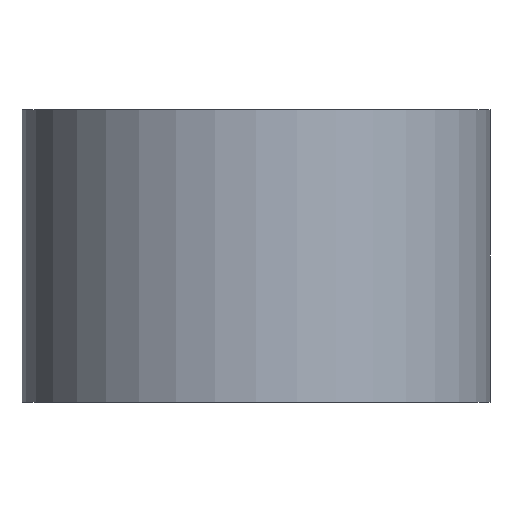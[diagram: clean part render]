
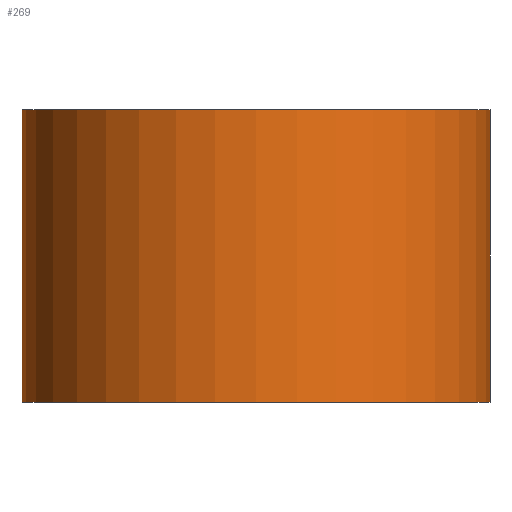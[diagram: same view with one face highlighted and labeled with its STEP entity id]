
A CAD part, front view. The second image highlights one B-rep face of the part: STEP entity #269.
In plain terms, the highlighted cylindrical face has radius 12 mm (diameter 24 mm), a full revolution.
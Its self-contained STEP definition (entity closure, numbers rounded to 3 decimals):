
#269=ADVANCED_FACE('',(#501,#503),#505,.T.);
#501=FACE_OUTER_BOUND('',#502,.T.);
#502=EDGE_LOOP('',(#673));
#503=FACE_OUTER_BOUND('',#504,.T.);
#504=EDGE_LOOP('',(#674));
#505=CYLINDRICAL_SURFACE('',#506,12.);
#506=AXIS2_PLACEMENT_3D('',#507,#508,#509);
#507=CARTESIAN_POINT('',(0.,0.,0.));
#508=DIRECTION('',(0.,0.,1.));
#509=DIRECTION('',(-1.,0.,0.));
#673=ORIENTED_EDGE('',*,*,#711,.F.);
#674=ORIENTED_EDGE('',*,*,#685,.T.);
#685=EDGE_CURVE('',#761,#761,#762,.T.);
#711=EDGE_CURVE('',#813,#813,#814,.T.);
#761=VERTEX_POINT('',#889);
#762=CIRCLE('',#890,12.);
#813=VERTEX_POINT('',#1007);
#814=CIRCLE('',#1008,12.);
#889=CARTESIAN_POINT('',(-12.,0.,0.));
#890=AXIS2_PLACEMENT_3D('',#891,#892,#893);
#891=CARTESIAN_POINT('',(0.,0.,0.));
#892=DIRECTION('',(0.,0.,1.));
#893=DIRECTION('',(-1.,0.,0.));
#1007=CARTESIAN_POINT('',(-12.,0.,15.));
#1008=AXIS2_PLACEMENT_3D('',#1009,#1010,#1011);
#1009=CARTESIAN_POINT('',(0.,0.,15.));
#1010=DIRECTION('',(0.,0.,1.));
#1011=DIRECTION('',(-1.,0.,0.));
